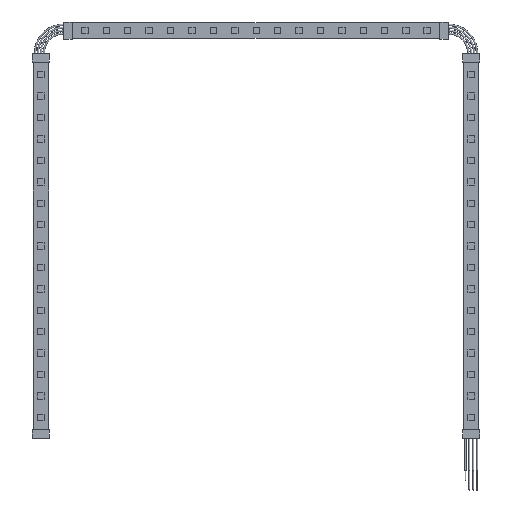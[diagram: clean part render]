
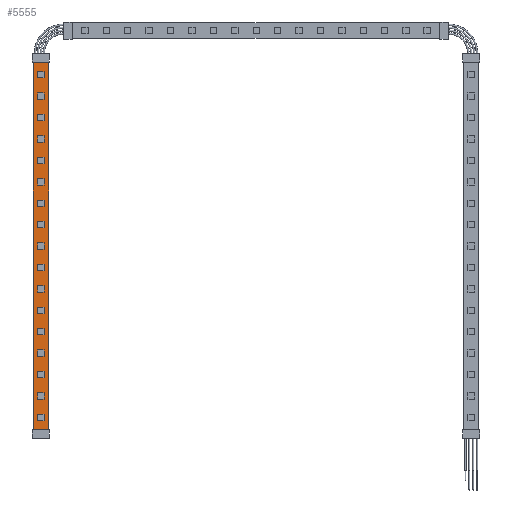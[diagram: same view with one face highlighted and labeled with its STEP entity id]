
A CAD part, top view. The second image highlights one B-rep face of the part: STEP entity #5555.
In plain terms, the highlighted planar face has unit normal (0, 0, 1).
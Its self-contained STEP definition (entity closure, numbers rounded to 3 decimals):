
#223=FACE_OUTER_BOUND('',#539,.T.);
#539=EDGE_LOOP('',(#3853,#3854,#3855,#3856));
#880=LINE('',#7905,#1632);
#891=LINE('',#7927,#1643);
#892=LINE('',#7929,#1644);
#893=LINE('',#7930,#1645);
#1632=VECTOR('',#6451,10.);
#1643=VECTOR('',#6470,1000.);
#1644=VECTOR('',#6471,1000.);
#1645=VECTOR('',#6472,10.);
#2366=VERTEX_POINT('',#7891);
#2372=VERTEX_POINT('',#7903);
#2379=VERTEX_POINT('',#7926);
#2380=VERTEX_POINT('',#7928);
#2936=EDGE_CURVE('',#2366,#2372,#880,.T.);
#2947=EDGE_CURVE('',#2372,#2379,#891,.T.);
#2948=EDGE_CURVE('',#2379,#2380,#892,.T.);
#2949=EDGE_CURVE('',#2380,#2366,#893,.T.);
#3853=ORIENTED_EDGE('',*,*,#2947,.T.);
#3854=ORIENTED_EDGE('',*,*,#2948,.T.);
#3855=ORIENTED_EDGE('',*,*,#2949,.T.);
#3856=ORIENTED_EDGE('',*,*,#2936,.T.);
#5251=PLANE('',#5926);
#5555=ADVANCED_FACE('',(#223),#5251,.T.);
#5926=AXIS2_PLACEMENT_3D('',#7925,#6468,#6469);
#6451=DIRECTION('',(1.,0.,0.));
#6468=DIRECTION('center_axis',(0.,0.,1.));
#6469=DIRECTION('ref_axis',(1.,0.,0.));
#6470=DIRECTION('',(0.,1.,0.));
#6471=DIRECTION('',(-1.,0.,0.));
#6472=DIRECTION('',(0.,-1.,0.));
#7891=CARTESIAN_POINT('',(-177.,-147.003,1.));
#7903=CARTESIAN_POINT('',(-165.,-147.003,1.));
#7905=CARTESIAN_POINT('',(-88.875,-147.003,1.));
#7925=CARTESIAN_POINT('Origin',(0.,0.,1.));
#7926=CARTESIAN_POINT('',(-165.,142.5,1.));
#7927=CARTESIAN_POINT('',(-165.,142.5,1.));
#7928=CARTESIAN_POINT('',(-177.,142.5,1.));
#7929=CARTESIAN_POINT('',(-165.,142.5,1.));
#7930=CARTESIAN_POINT('',(-177.,-120.333,1.));
